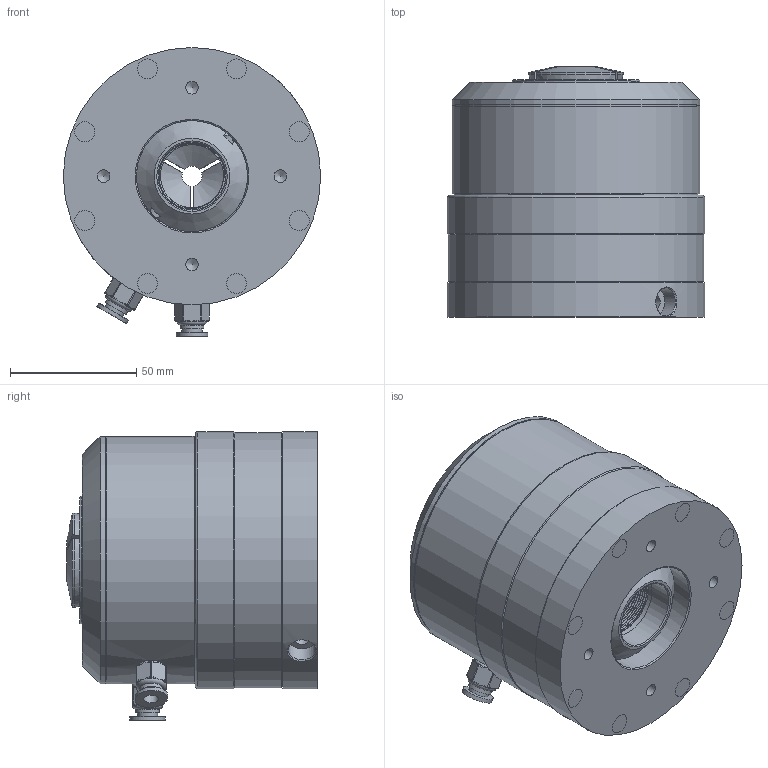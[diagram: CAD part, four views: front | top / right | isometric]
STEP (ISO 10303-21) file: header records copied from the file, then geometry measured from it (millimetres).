
FILE_DESCRIPTION (( 'STEP AP214' ), '1' );
FILE_NAME ('JAC-5C-D+5C.STEP', '2025-02-06T07:20:04', ( '' ), ( '' ), 'SwSTEP 2.0', 'SolidWorks 2023', '' );
FILE_SCHEMA (( 'AUTOMOTIVE_DESIGN' ));
Length unit declared in the file: millimetre
Products named in the file (3): JAC-5C-D; JAC-5C-D+5C; 5C
Assembly tree (2 placements, depth 2):
  JAC-5C-D+5C
    JAC-5C-D
    5C
Bounding box: 101.9 x 99.21 x 114.45 mm (x, y, z)
Volume: 693368.4 mm3; surface area: 77877.9 mm2
Topology: 4 solids, 4 shells, 535 faces, 1361 edges, 812 vertices
Faces by surface type: plane 194, bspline 146, cylinder 137, cone 25, sphere 24, torus 9
Full cylindrical faces by diameter (mm): 5 x4, 6 x4, 7.9 x12, 8 x2, 9.093 x2, 9.5 x2, 10 x2, 11 x2, 25 x14, 26.5 x1, 26.9 x1, 31.75 x1, 44 x1, 50.5 x1, 97 x2, 98 x2, 100.1 x1, 101.1 x1, 101.9 x2
Entity records: 46105 total; most frequent: CARTESIAN_POINT 30057, ORIENTED_EDGE 2294, DIRECTION 1895, EDGE_CURVE 1147, VERTEX_POINT 747, AXIS2_PLACEMENT_3D 700, EDGE_LOOP 644, FACE_OUTER_BOUND 579
